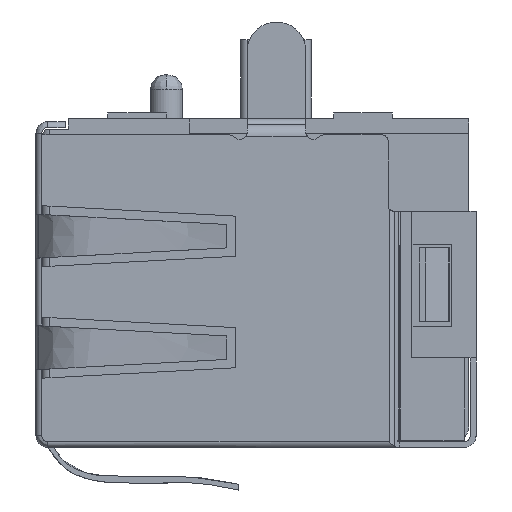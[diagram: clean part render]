
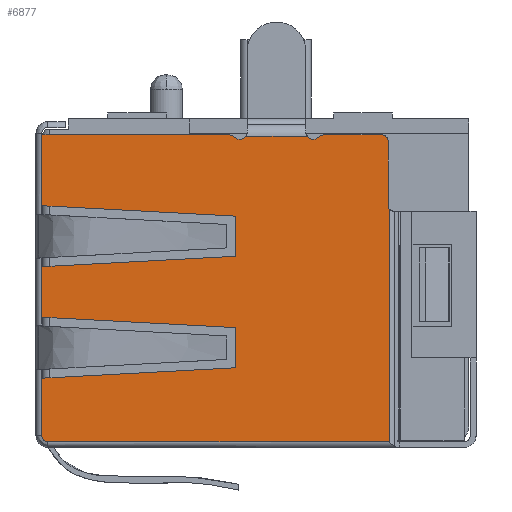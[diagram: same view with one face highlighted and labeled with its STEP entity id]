
A CAD part, left-side view. The second image highlights one B-rep face of the part: STEP entity #6877.
In plain terms, the highlighted planar face has unit normal (-1, 0, 0).
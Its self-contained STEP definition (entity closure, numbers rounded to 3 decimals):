
#1682=DIRECTION('',(0.,0.,-1.));
#1683=VECTOR('',#1682,7.925);
#1684=CARTESIAN_POINT('',(-8.1,-32.559,-3.075));
#1685=LINE('',#1684,#1683);
#1690=CARTESIAN_POINT('',(-8.1,-27.108,-0.8));
#1691=DIRECTION('',(-1.,0.,0.));
#1692=DIRECTION('',(0.,-0.714,0.7));
#1693=AXIS2_PLACEMENT_3D('',#1690,#1691,#1692);
#1695=CARTESIAN_POINT('',(-8.1,-27.465,-0.45));
#1696=DIRECTION('',(1.,0.,0.));
#1697=DIRECTION('',(0.,-0.8,-0.6));
#1698=AXIS2_PLACEMENT_3D('',#1695,#1696,#1697);
#1700=CARTESIAN_POINT('',(-8.1,-29.965,-0.45));
#1701=DIRECTION('',(1.,0.,0.));
#1702=DIRECTION('',(0.,-0.714,-0.7));
#1703=AXIS2_PLACEMENT_3D('',#1700,#1701,#1702);
#1705=CARTESIAN_POINT('',(-8.1,-30.322,-0.8));
#1706=DIRECTION('',(-1.,0.,0.));
#1707=DIRECTION('',(0.,0.,1.));
#1708=AXIS2_PLACEMENT_3D('',#1705,#1706,#1707);
#1710=CARTESIAN_POINT('',(-8.1,-32.315,-0.75));
#1711=DIRECTION('',(-1.,0.,0.));
#1712=DIRECTION('',(0.,-1.,0.));
#1713=AXIS2_PLACEMENT_3D('',#1710,#1711,#1712);
#1715=CARTESIAN_POINT('',(-8.1,-32.715,-2.95));
#1716=DIRECTION('',(1.,0.,0.));
#1717=DIRECTION('',(0.,0.781,-0.624));
#1718=AXIS2_PLACEMENT_3D('',#1715,#1716,#1717);
#1720=CARTESIAN_POINT('',(-8.1,-20.915,-10.8));
#1721=DIRECTION('',(-1.,0.,0.));
#1722=DIRECTION('',(0.,1.,0.));
#1723=AXIS2_PLACEMENT_3D('',#1720,#1721,#1722);
#1725=CARTESIAN_POINT('',(-8.1,-20.915,-0.5));
#1726=DIRECTION('',(1.,0.,0.));
#1727=DIRECTION('',(0.,0.968,-0.25));
#1728=AXIS2_PLACEMENT_3D('',#1725,#1726,#1727);
#1730=DIRECTION('',(0.,0.999,-0.054));
#1731=VECTOR('',#1730,6.57);
#1732=CARTESIAN_POINT('',(-8.1,-27.315,-4.684));
#1733=LINE('',#1732,#1731);
#1734=DIRECTION('',(0.,0.,-1.));
#1735=VECTOR('',#1734,1.369);
#1736=CARTESIAN_POINT('',(-8.1,-27.315,-3.316));
#1737=LINE('',#1736,#1735);
#1738=DIRECTION('',(0.,-0.999,-0.054));
#1739=VECTOR('',#1738,6.57);
#1740=CARTESIAN_POINT('',(-8.1,-20.755,-2.962));
#1741=LINE('',#1740,#1739);
#1742=DIRECTION('',(0.,0.,1.));
#1743=VECTOR('',#1742,2.075);
#1744=CARTESIAN_POINT('',(-8.1,-20.755,-5.038));
#1745=LINE('',#1744,#1743);
#1746=DIRECTION('',(0.,0.999,-0.054));
#1747=VECTOR('',#1746,6.57);
#1748=CARTESIAN_POINT('',(-8.1,-27.315,-8.484));
#1749=LINE('',#1748,#1747);
#1750=DIRECTION('',(0.,0.,-1.));
#1751=VECTOR('',#1750,1.369);
#1752=CARTESIAN_POINT('',(-8.1,-27.315,-7.116));
#1753=LINE('',#1752,#1751);
#1754=DIRECTION('',(0.,-0.999,-0.054));
#1755=VECTOR('',#1754,6.57);
#1756=CARTESIAN_POINT('',(-8.1,-20.755,-6.762));
#1757=LINE('',#1756,#1755);
#1758=DIRECTION('',(0.,0.,1.));
#1759=VECTOR('',#1758,2.075);
#1760=CARTESIAN_POINT('',(-8.1,-20.755,-8.838));
#1761=LINE('',#1760,#1759);
#1762=DIRECTION('',(0.,-1.,0.));
#1763=VECTOR('',#1762,6.387);
#1764=CARTESIAN_POINT('',(-8.1,-20.722,-0.55));
#1765=LINE('',#1764,#1763);
#1931=DIRECTION('',(0.,0.,1.));
#1932=VECTOR('',#1931,2.761);
#1933=CARTESIAN_POINT('',(-8.1,-20.715,
-3.261));
#1934=LINE('',#1933,#1932);
#2000=DIRECTION('',(0.,0.,1.));
#2001=VECTOR('',#2000,1.478);
#2002=CARTESIAN_POINT('',(-8.1,-20.715,-4.739));
#2003=LINE('',#2002,#2001);
#2091=DIRECTION('',(0.,0.,1.));
#2092=VECTOR('',#2091,2.322);
#2093=CARTESIAN_POINT('',(-8.1,-20.715,-7.061));
#2094=LINE('',#2093,#2092);
#2160=DIRECTION('',(0.,0.,1.));
#2161=VECTOR('',#2160,1.478);
#2162=CARTESIAN_POINT('',(-8.1,-20.715,-8.539));
#2163=LINE('',#2162,#2161);
#2251=DIRECTION('',(0.,0.,1.));
#2252=VECTOR('',#2251,2.261);
#2253=CARTESIAN_POINT('',(-8.1,-20.715,-10.8));
#2254=LINE('',#2253,#2252);
#2298=DIRECTION('',(0.,1.,0.));
#2299=VECTOR('',#2298,11.644);
#2300=CARTESIAN_POINT('',(-8.1,-32.559,-11.));
#2301=LINE('',#2300,#2299);
#3228=DIRECTION('',(0.,0.,-1.));
#3229=VECTOR('',#3228,2.2);
#3230=CARTESIAN_POINT('',(-8.1,-32.515,-0.75));
#3231=LINE('',#3230,#3229);
#3244=DIRECTION('',(0.,-1.,0.));
#3245=VECTOR('',#3244,1.993);
#3246=CARTESIAN_POINT('',(-8.1,-30.322,-0.55));
#3247=LINE('',#3246,#3245);
#3275=DIRECTION('',(0.,-1.,0.));
#3276=VECTOR('',#3275,2.1);
#3277=CARTESIAN_POINT('',(-8.1,-27.665,-0.6));
#3278=LINE('',#3277,#3276);
#3949=CARTESIAN_POINT('',(-8.1,-20.722,-0.55));
#3950=CARTESIAN_POINT('',(-8.1,-27.108,-0.55));
#3951=VERTEX_POINT('',#3949);
#3952=VERTEX_POINT('',#3950);
#3953=CARTESIAN_POINT('',(-8.1,-20.715,-0.5));
#3954=VERTEX_POINT('',#3953);
#3955=CARTESIAN_POINT('',(-8.1,-20.715,
-3.261));
#3956=VERTEX_POINT('',#3955);
#3957=CARTESIAN_POINT('',(-8.1,-20.715,-4.739));
#3958=VERTEX_POINT('',#3957);
#3959=CARTESIAN_POINT('',(-8.1,-20.715,-7.061));
#3960=VERTEX_POINT('',#3959);
#3961=CARTESIAN_POINT('',(-8.1,-20.715,-8.539));
#3962=VERTEX_POINT('',#3961);
#3963=CARTESIAN_POINT('',(-8.1,-20.715,-10.8));
#3964=VERTEX_POINT('',#3963);
#3965=CARTESIAN_POINT('',(-8.1,-20.915,-11.));
#3966=VERTEX_POINT('',#3965);
#3967=CARTESIAN_POINT('',(-8.1,-32.559,-11.));
#3968=VERTEX_POINT('',#3967);
#3969=CARTESIAN_POINT('',(-8.1,-32.559,-3.075));
#3970=VERTEX_POINT('',#3969);
#3971=CARTESIAN_POINT('',(-8.1,-32.515,-2.95));
#3972=VERTEX_POINT('',#3971);
#3973=CARTESIAN_POINT('',(-8.1,-32.515,-0.75));
#3974=VERTEX_POINT('',#3973);
#3975=CARTESIAN_POINT('',(-8.1,-32.315,-0.55));
#3976=VERTEX_POINT('',#3975);
#3977=CARTESIAN_POINT('',(-8.1,-30.322,-0.55));
#3978=VERTEX_POINT('',#3977);
#3979=CARTESIAN_POINT('',(-8.1,-30.144,-0.625));
#3980=VERTEX_POINT('',#3979);
#3981=CARTESIAN_POINT('',(-8.1,-29.765,-0.6));
#3982=VERTEX_POINT('',#3981);
#3983=CARTESIAN_POINT('',(-8.1,-27.665,-0.6));
#3984=VERTEX_POINT('',#3983);
#3985=CARTESIAN_POINT('',(-8.1,-27.287,-0.625));
#3986=VERTEX_POINT('',#3985);
#3987=CARTESIAN_POINT('',(-8.1,-27.315,-4.684));
#3988=CARTESIAN_POINT('',(-8.1,-20.755,-5.038));
#3989=VERTEX_POINT('',#3987);
#3990=VERTEX_POINT('',#3988);
#3991=CARTESIAN_POINT('',(-8.1,-20.755,-2.962));
#3992=VERTEX_POINT('',#3991);
#3993=CARTESIAN_POINT('',(-8.1,-27.315,-3.316));
#3994=VERTEX_POINT('',#3993);
#3995=CARTESIAN_POINT('',(-8.1,-27.315,-8.484));
#3996=CARTESIAN_POINT('',(-8.1,-20.755,-8.838));
#3997=VERTEX_POINT('',#3995);
#3998=VERTEX_POINT('',#3996);
#3999=CARTESIAN_POINT('',(-8.1,-20.755,-6.762));
#4000=VERTEX_POINT('',#3999);
#4001=CARTESIAN_POINT('',(-8.1,-27.315,-7.116));
#4002=VERTEX_POINT('',#4001);
#6813=CARTESIAN_POINT('',(-8.1,-32.799,0.02));
#6814=DIRECTION('',(-1.,0.,0.));
#6815=DIRECTION('',(0.,1.,0.));
#6816=AXIS2_PLACEMENT_3D('',#6813,#6814,#6815);
#6817=PLANE('',#6816);
#6819=ORIENTED_EDGE('',*,*,#6818,.T.);
#6821=ORIENTED_EDGE('',*,*,#6820,.F.);
#6823=ORIENTED_EDGE('',*,*,#6822,.F.);
#6825=ORIENTED_EDGE('',*,*,#6824,.T.);
#6827=ORIENTED_EDGE('',*,*,#6826,.F.);
#6829=ORIENTED_EDGE('',*,*,#6828,.F.);
#6831=ORIENTED_EDGE('',*,*,#6830,.T.);
#6833=ORIENTED_EDGE('',*,*,#6832,.F.);
#6835=ORIENTED_EDGE('',*,*,#6834,.T.);
#6837=ORIENTED_EDGE('',*,*,#6836,.F.);
#6838=ORIENTED_EDGE('',*,*,#6803,.T.);
#6840=ORIENTED_EDGE('',*,*,#6839,.T.);
#6842=ORIENTED_EDGE('',*,*,#6841,.F.);
#6844=ORIENTED_EDGE('',*,*,#6843,.T.);
#6846=ORIENTED_EDGE('',*,*,#6845,.T.);
#6848=ORIENTED_EDGE('',*,*,#6847,.T.);
#6850=ORIENTED_EDGE('',*,*,#6849,.T.);
#6852=ORIENTED_EDGE('',*,*,#6851,.T.);
#6854=ORIENTED_EDGE('',*,*,#6853,.F.);
#6855=EDGE_LOOP('',(#6819,#6821,#6823,#6825,#6827,#6829,#6831,#6833,#6835,#6837,
#6838,#6840,#6842,#6844,#6846,#6848,#6850,#6852,#6854));
#6856=FACE_OUTER_BOUND('',#6855,.F.);
#6858=ORIENTED_EDGE('',*,*,#6857,.F.);
#6860=ORIENTED_EDGE('',*,*,#6859,.F.);
#6862=ORIENTED_EDGE('',*,*,#6861,.F.);
#6864=ORIENTED_EDGE('',*,*,#6863,.F.);
#6865=EDGE_LOOP('',(#6858,#6860,#6862,#6864));
#6866=FACE_BOUND('',#6865,.F.);
#6868=ORIENTED_EDGE('',*,*,#6867,.F.);
#6870=ORIENTED_EDGE('',*,*,#6869,.F.);
#6872=ORIENTED_EDGE('',*,*,#6871,.F.);
#6874=ORIENTED_EDGE('',*,*,#6873,.F.);
#6875=EDGE_LOOP('',(#6868,#6870,#6872,#6874));
#6876=FACE_BOUND('',#6875,.F.);
#6877=ADVANCED_FACE('',(#6856,#6866,#6876),#6817,.T.);
#1694=CIRCLE('',#1693,0.25);
#1699=CIRCLE('',#1698,0.25);
#1704=CIRCLE('',#1703,0.25);
#1709=CIRCLE('',#1708,0.25);
#1714=CIRCLE('',#1713,0.2);
#1719=CIRCLE('',#1718,0.2);
#1724=CIRCLE('',#1723,0.2);
#1729=CIRCLE('',#1728,0.2);
#6803=EDGE_CURVE('',#3970,#3968,#1685,.T.);
#6818=EDGE_CURVE('',#3951,#3952,#1765,.T.);
#6820=EDGE_CURVE('',#3986,#3952,#1694,.T.);
#6822=EDGE_CURVE('',#3984,#3986,#1699,.T.);
#6824=EDGE_CURVE('',#3984,#3982,#3278,.T.);
#6826=EDGE_CURVE('',#3980,#3982,#1704,.T.);
#6828=EDGE_CURVE('',#3978,#3980,#1709,.T.);
#6830=EDGE_CURVE('',#3978,#3976,#3247,.T.);
#6832=EDGE_CURVE('',#3974,#3976,#1714,.T.);
#6834=EDGE_CURVE('',#3974,#3972,#3231,.T.);
#6836=EDGE_CURVE('',#3970,#3972,#1719,.T.);
#6839=EDGE_CURVE('',#3968,#3966,#2301,.T.);
#6841=EDGE_CURVE('',#3964,#3966,#1724,.T.);
#6843=EDGE_CURVE('',#3964,#3962,#2254,.T.);
#6845=EDGE_CURVE('',#3962,#3960,#2163,.T.);
#6847=EDGE_CURVE('',#3960,#3958,#2094,.T.);
#6849=EDGE_CURVE('',#3958,#3956,#2003,.T.);
#6851=EDGE_CURVE('',#3956,#3954,#1934,.T.);
#6853=EDGE_CURVE('',#3951,#3954,#1729,.T.);
#6857=EDGE_CURVE('',#3989,#3990,#1733,.T.);
#6859=EDGE_CURVE('',#3994,#3989,#1737,.T.);
#6861=EDGE_CURVE('',#3992,#3994,#1741,.T.);
#6863=EDGE_CURVE('',#3990,#3992,#1745,.T.);
#6867=EDGE_CURVE('',#3997,#3998,#1749,.T.);
#6869=EDGE_CURVE('',#4002,#3997,#1753,.T.);
#6871=EDGE_CURVE('',#4000,#4002,#1757,.T.);
#6873=EDGE_CURVE('',#3998,#4000,#1761,.T.);
